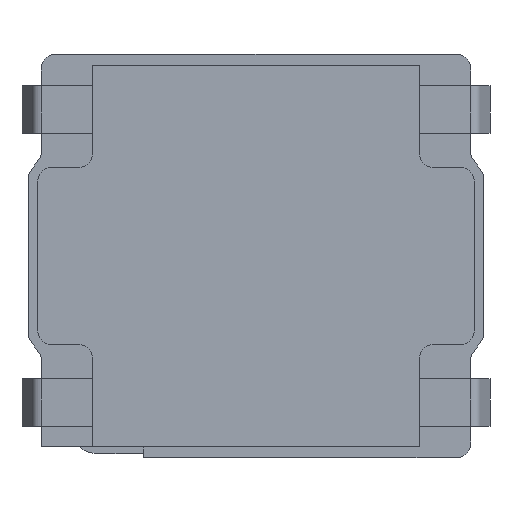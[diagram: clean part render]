
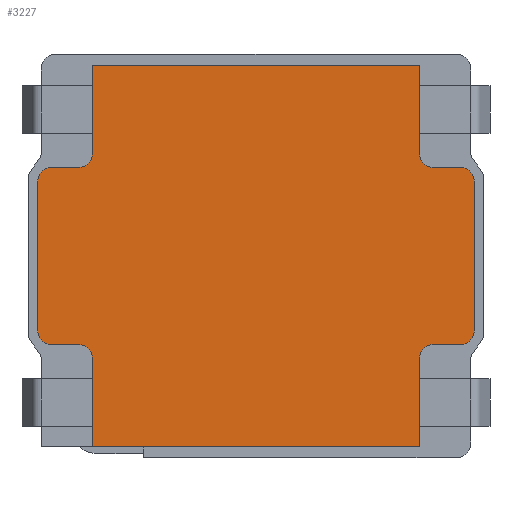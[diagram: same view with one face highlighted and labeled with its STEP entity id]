
A CAD part, front view. The second image highlights one B-rep face of the part: STEP entity #3227.
In plain terms, the highlighted planar face has unit normal (0, -1, 0).
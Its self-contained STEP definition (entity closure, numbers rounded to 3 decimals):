
#88=PLANE('',#3494);
#337=LINE('',#4936,#670);
#363=LINE('',#4998,#696);
#367=LINE('',#5007,#700);
#369=LINE('',#5013,#702);
#371=LINE('',#5020,#704);
#374=LINE('',#5028,#707);
#376=LINE('',#5032,#709);
#379=LINE('',#5038,#712);
#382=LINE('',#5046,#715);
#385=LINE('',#5053,#718);
#389=LINE('',#5062,#722);
#391=LINE('',#5068,#724);
#670=VECTOR('',#3913,1000.);
#696=VECTOR('',#3989,1000.);
#700=VECTOR('',#3999,1000.);
#702=VECTOR('',#4007,1000.);
#704=VECTOR('',#4015,1000.);
#707=VECTOR('',#4024,1000.);
#709=VECTOR('',#4028,1000.);
#712=VECTOR('',#4033,1000.);
#715=VECTOR('',#4042,1000.);
#718=VECTOR('',#4051,1000.);
#722=VECTOR('',#4061,1000.);
#724=VECTOR('',#4069,1000.);
#965=FACE_OUTER_BOUND('',#1142,.T.);
#1142=EDGE_LOOP('',(#2574,#2575,#2576,#2577,#2578,#2579,#2580,#2581,#2582,
#2583,#2584,#2585,#2586,#2587,#2588,#2589,#2590,#2591,#2592,#2593));
#1286=CIRCLE('',#3435,0.1);
#1287=CIRCLE('',#3438,0.1);
#1288=CIRCLE('',#3441,0.1);
#1289=CIRCLE('',#3444,0.1);
#1290=CIRCLE('',#3449,0.1);
#1291=CIRCLE('',#3452,0.1);
#1292=CIRCLE('',#3455,0.1);
#1293=CIRCLE('',#3458,0.1);
#1490=VERTEX_POINT('',#4933);
#1491=VERTEX_POINT('',#4935);
#1501=VERTEX_POINT('',#4995);
#1502=VERTEX_POINT('',#4997);
#1503=VERTEX_POINT('',#5001);
#1504=VERTEX_POINT('',#5005);
#1505=VERTEX_POINT('',#5009);
#1506=VERTEX_POINT('',#5015);
#1507=VERTEX_POINT('',#5019);
#1508=VERTEX_POINT('',#5023);
#1509=VERTEX_POINT('',#5027);
#1510=VERTEX_POINT('',#5031);
#1511=VERTEX_POINT('',#5035);
#1512=VERTEX_POINT('',#5037);
#1513=VERTEX_POINT('',#5041);
#1514=VERTEX_POINT('',#5045);
#1515=VERTEX_POINT('',#5049);
#1516=VERTEX_POINT('',#5056);
#1517=VERTEX_POINT('',#5060);
#1518=VERTEX_POINT('',#5064);
#1807=EDGE_CURVE('',#1491,#1490,#337,.T.);
#1837=EDGE_CURVE('',#1502,#1501,#363,.T.);
#1840=EDGE_CURVE('',#1501,#1503,#1286,.T.);
#1842=EDGE_CURVE('',#1503,#1504,#367,.T.);
#1844=EDGE_CURVE('',#1504,#1505,#1287,.T.);
#1845=EDGE_CURVE('',#1505,#1491,#369,.T.);
#1846=EDGE_CURVE('',#1506,#1502,#1288,.T.);
#1848=EDGE_CURVE('',#1507,#1506,#371,.T.);
#1850=EDGE_CURVE('',#1508,#1507,#1289,.T.);
#1852=EDGE_CURVE('',#1509,#1508,#374,.T.);
#1854=EDGE_CURVE('',#1510,#1509,#376,.T.);
#1857=EDGE_CURVE('',#1512,#1511,#379,.T.);
#1859=EDGE_CURVE('',#1513,#1512,#1290,.T.);
#1861=EDGE_CURVE('',#1514,#1513,#382,.T.);
#1863=EDGE_CURVE('',#1515,#1514,#1291,.T.);
#1865=EDGE_CURVE('',#1490,#1515,#385,.T.);
#1868=EDGE_CURVE('',#1511,#1516,#1292,.T.);
#1870=EDGE_CURVE('',#1516,#1517,#389,.T.);
#1872=EDGE_CURVE('',#1517,#1518,#1293,.T.);
#1873=EDGE_CURVE('',#1518,#1510,#391,.T.);
#2574=ORIENTED_EDGE('',*,*,#1845,.T.);
#2575=ORIENTED_EDGE('',*,*,#1807,.T.);
#2576=ORIENTED_EDGE('',*,*,#1865,.T.);
#2577=ORIENTED_EDGE('',*,*,#1863,.T.);
#2578=ORIENTED_EDGE('',*,*,#1861,.T.);
#2579=ORIENTED_EDGE('',*,*,#1859,.T.);
#2580=ORIENTED_EDGE('',*,*,#1857,.T.);
#2581=ORIENTED_EDGE('',*,*,#1868,.T.);
#2582=ORIENTED_EDGE('',*,*,#1870,.T.);
#2583=ORIENTED_EDGE('',*,*,#1872,.T.);
#2584=ORIENTED_EDGE('',*,*,#1873,.T.);
#2585=ORIENTED_EDGE('',*,*,#1854,.T.);
#2586=ORIENTED_EDGE('',*,*,#1852,.T.);
#2587=ORIENTED_EDGE('',*,*,#1850,.T.);
#2588=ORIENTED_EDGE('',*,*,#1848,.T.);
#2589=ORIENTED_EDGE('',*,*,#1846,.T.);
#2590=ORIENTED_EDGE('',*,*,#1837,.T.);
#2591=ORIENTED_EDGE('',*,*,#1840,.T.);
#2592=ORIENTED_EDGE('',*,*,#1842,.T.);
#2593=ORIENTED_EDGE('',*,*,#1844,.T.);
#3227=ADVANCED_FACE('',(#965),#88,.T.);
#3435=AXIS2_PLACEMENT_3D('',#5003,#3994,#3995);
#3438=AXIS2_PLACEMENT_3D('',#5011,#4003,#4004);
#3441=AXIS2_PLACEMENT_3D('',#5016,#4010,#4011);
#3444=AXIS2_PLACEMENT_3D('',#5024,#4019,#4020);
#3449=AXIS2_PLACEMENT_3D('',#5042,#4037,#4038);
#3452=AXIS2_PLACEMENT_3D('',#5050,#4046,#4047);
#3455=AXIS2_PLACEMENT_3D('',#5058,#4056,#4057);
#3458=AXIS2_PLACEMENT_3D('',#5066,#4065,#4066);
#3494=AXIS2_PLACEMENT_3D('',#5147,#4164,#4165);
#3913=DIRECTION('',(1.,0.,0.));
#3989=DIRECTION('',(0.,0.,-1.));
#3994=DIRECTION('center_axis',(0.,-1.,0.));
#3995=DIRECTION('ref_axis',(0.,0.,-1.));
#3999=DIRECTION('',(1.,0.,0.));
#4003=DIRECTION('center_axis',(0.,1.,0.));
#4004=DIRECTION('ref_axis',(0.,0.,-1.));
#4007=DIRECTION('',(0.,0.,-1.));
#4010=DIRECTION('center_axis',(0.,-1.,0.));
#4011=DIRECTION('ref_axis',(0.,0.,-1.));
#4015=DIRECTION('',(-1.,0.,0.));
#4019=DIRECTION('center_axis',(0.,1.,0.));
#4020=DIRECTION('ref_axis',(0.,0.,-1.));
#4024=DIRECTION('',(0.,0.,-1.));
#4028=DIRECTION('',(-1.,0.,0.));
#4033=DIRECTION('',(0.,0.,1.));
#4037=DIRECTION('center_axis',(0.,-1.,0.));
#4038=DIRECTION('ref_axis',(0.,0.,-1.));
#4042=DIRECTION('',(1.,0.,0.));
#4046=DIRECTION('center_axis',(0.,1.,0.));
#4047=DIRECTION('ref_axis',(0.,0.,-1.));
#4051=DIRECTION('',(0.,0.,1.));
#4056=DIRECTION('center_axis',(0.,-1.,0.));
#4057=DIRECTION('ref_axis',(0.,0.,-1.));
#4061=DIRECTION('',(-1.,0.,0.));
#4065=DIRECTION('center_axis',(0.,1.,0.));
#4066=DIRECTION('ref_axis',(0.,0.,-1.));
#4069=DIRECTION('',(0.,0.,1.));
#4164=DIRECTION('center_axis',(0.,-1.,0.));
#4165=DIRECTION('ref_axis',(0.,0.,-1.));
#4933=CARTESIAN_POINT('',(1.2,-0.05,-1.4));
#4935=CARTESIAN_POINT('',(-1.2,-0.05,-1.4));
#4936=CARTESIAN_POINT('',(-1.2,-0.05,-1.4));
#4995=CARTESIAN_POINT('',(-1.6,-0.05,-0.55));
#4997=CARTESIAN_POINT('',(-1.6,-0.05,0.55));
#4998=CARTESIAN_POINT('',(-1.6,-0.05,0.55));
#5001=CARTESIAN_POINT('',(-1.5,-0.05,-0.65));
#5003=CARTESIAN_POINT('Origin',(-1.5,-0.05,-0.55));
#5005=CARTESIAN_POINT('',(-1.3,-0.05,-0.65));
#5007=CARTESIAN_POINT('',(-1.5,-0.05,-0.65));
#5009=CARTESIAN_POINT('',(-1.2,-0.05,-0.75));
#5011=CARTESIAN_POINT('Origin',(-1.3,-0.05,-0.75));
#5013=CARTESIAN_POINT('',(-1.2,-0.05,-0.75));
#5015=CARTESIAN_POINT('',(-1.5,-0.05,0.65));
#5016=CARTESIAN_POINT('Origin',(-1.5,-0.05,0.55));
#5019=CARTESIAN_POINT('',(-1.3,-0.05,0.65));
#5020=CARTESIAN_POINT('',(-1.3,-0.05,0.65));
#5023=CARTESIAN_POINT('',(-1.2,-0.05,0.75));
#5024=CARTESIAN_POINT('Origin',(-1.3,-0.05,0.75));
#5027=CARTESIAN_POINT('',(-1.2,-0.05,1.4));
#5028=CARTESIAN_POINT('',(-1.2,-0.05,1.4));
#5031=CARTESIAN_POINT('',(1.2,-0.05,1.4));
#5032=CARTESIAN_POINT('',(1.2,-0.05,1.4));
#5035=CARTESIAN_POINT('',(1.6,-0.05,0.55));
#5037=CARTESIAN_POINT('',(1.6,-0.05,-0.55));
#5038=CARTESIAN_POINT('',(1.6,-0.05,-0.55));
#5041=CARTESIAN_POINT('',(1.5,-0.05,-0.65));
#5042=CARTESIAN_POINT('Origin',(1.5,-0.05,-0.55));
#5045=CARTESIAN_POINT('',(1.3,-0.05,-0.65));
#5046=CARTESIAN_POINT('',(1.3,-0.05,-0.65));
#5049=CARTESIAN_POINT('',(1.2,-0.05,-0.75));
#5050=CARTESIAN_POINT('Origin',(1.3,-0.05,-0.75));
#5053=CARTESIAN_POINT('',(1.2,-0.05,-1.4));
#5056=CARTESIAN_POINT('',(1.5,-0.05,0.65));
#5058=CARTESIAN_POINT('Origin',(1.5,-0.05,0.55));
#5060=CARTESIAN_POINT('',(1.3,-0.05,0.65));
#5062=CARTESIAN_POINT('',(1.5,-0.05,0.65));
#5064=CARTESIAN_POINT('',(1.2,-0.05,0.75));
#5066=CARTESIAN_POINT('Origin',(1.3,-0.05,0.75));
#5068=CARTESIAN_POINT('',(1.2,-0.05,0.75));
#5147=CARTESIAN_POINT('Origin',(1.3,-0.05,-0.75));
